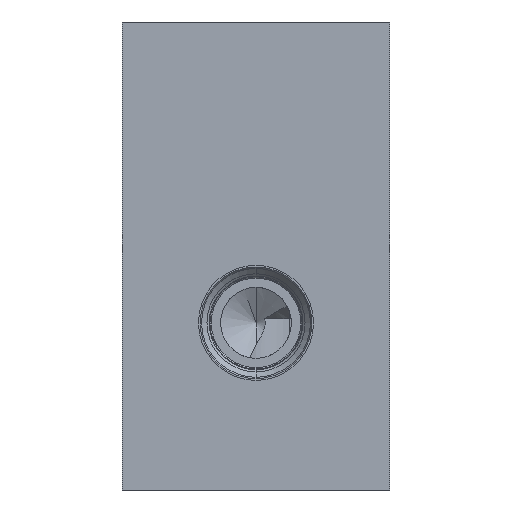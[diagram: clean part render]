
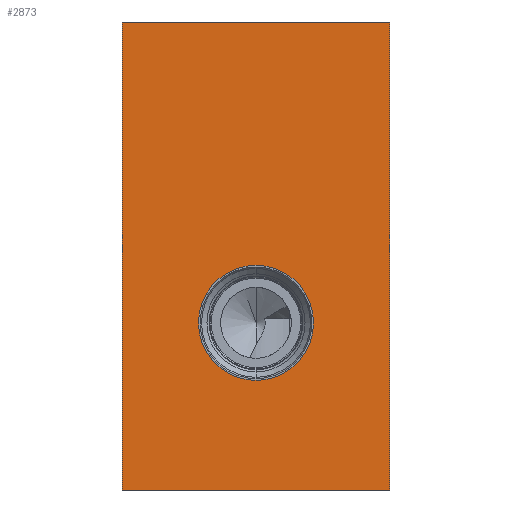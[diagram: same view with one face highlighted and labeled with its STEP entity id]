
A CAD part, front view. The second image highlights one B-rep face of the part: STEP entity #2873.
In plain terms, the highlighted planar face has unit normal (0, -1, 0).
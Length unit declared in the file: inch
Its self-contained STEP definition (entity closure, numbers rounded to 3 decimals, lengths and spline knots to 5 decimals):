
#5=DIRECTION('',(1.,0.,0.));
#6=VECTOR('',#5,2.);
#7=CARTESIAN_POINT('',(0.,-3.5,0.));
#8=LINE('',#7,#6);
#439=DIRECTION('',(0.,0.,1.));
#440=VECTOR('',#439,3.5);
#441=CARTESIAN_POINT('',(2.,-3.5,0.));
#442=LINE('',#441,#440);
#483=DIRECTION('',(0.,0.,1.));
#484=VECTOR('',#483,3.5);
#485=CARTESIAN_POINT('',(0.,-3.5,0.));
#486=LINE('',#485,#484);
#487=CARTESIAN_POINT('',(1.,-3.5,1.25));
#488=DIRECTION('',(0.,1.,0.));
#489=DIRECTION('',(0.,0.,-1.));
#490=AXIS2_PLACEMENT_3D('',#487,#488,#489);
#492=CARTESIAN_POINT('',(1.,-3.5,1.25));
#493=DIRECTION('',(0.,1.,0.));
#494=DIRECTION('',(0.,0.,1.));
#495=AXIS2_PLACEMENT_3D('',#492,#493,#494);
#509=DIRECTION('',(1.,0.,0.));
#510=VECTOR('',#509,2.);
#511=CARTESIAN_POINT('',(0.,-3.5,3.5));
#512=LINE('',#511,#510);
#2387=CARTESIAN_POINT('',(0.,-3.5,0.));
#2389=VERTEX_POINT('',#2387);
#2390=CARTESIAN_POINT('',(2.,-3.5,0.));
#2391=VERTEX_POINT('',#2390);
#2395=CARTESIAN_POINT('',(0.,-3.5,3.5));
#2397=VERTEX_POINT('',#2395);
#2398=CARTESIAN_POINT('',(2.,-3.5,3.5));
#2399=VERTEX_POINT('',#2398);
#2609=CARTESIAN_POINT('',(1.,-3.5,1.6805));
#2610=VERTEX_POINT('',#2609);
#2615=CARTESIAN_POINT('',(1.,-3.5,0.8195));
#2616=VERTEX_POINT('',#2615);
#2855=CARTESIAN_POINT('',(0.,-3.5,0.));
#2856=DIRECTION('',(0.,-1.,0.));
#2857=DIRECTION('',(1.,0.,0.));
#2858=AXIS2_PLACEMENT_3D('',#2855,#2856,#2857);
#2859=PLANE('',#2858);
#2860=ORIENTED_EDGE('',*,*,#2677,.F.);
#2861=ORIENTED_EDGE('',*,*,#2708,.T.);
#2863=ORIENTED_EDGE('',*,*,#2862,.T.);
#2864=ORIENTED_EDGE('',*,*,#2823,.F.);
#2865=EDGE_LOOP('',(#2860,#2861,#2863,#2864));
#2866=FACE_OUTER_BOUND('',#2865,.F.);
#2868=ORIENTED_EDGE('',*,*,#2867,.F.);
#2870=ORIENTED_EDGE('',*,*,#2869,.F.);
#2871=EDGE_LOOP('',(#2868,#2870));
#2872=FACE_BOUND('',#2871,.F.);
#2873=ADVANCED_FACE('',(#2866,#2872),#2859,.T.);
#491=CIRCLE('',#490,0.4305);
#496=CIRCLE('',#495,0.4305);
#2677=EDGE_CURVE('',#2389,#2391,#8,.T.);
#2708=EDGE_CURVE('',#2389,#2397,#486,.T.);
#2823=EDGE_CURVE('',#2391,#2399,#442,.T.);
#2862=EDGE_CURVE('',#2397,#2399,#512,.T.);
#2867=EDGE_CURVE('',#2616,#2610,#491,.T.);
#2869=EDGE_CURVE('',#2610,#2616,#496,.T.);
